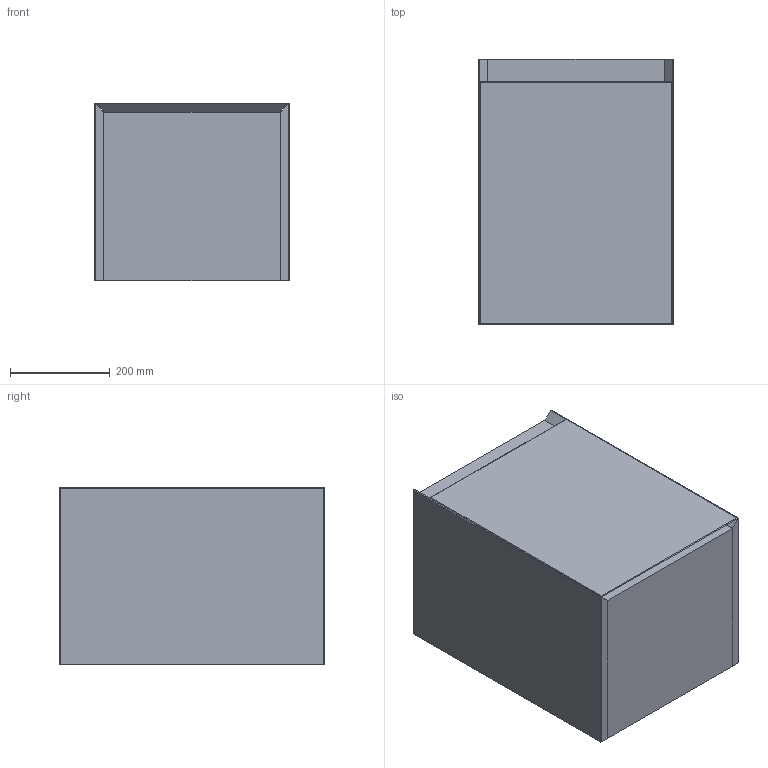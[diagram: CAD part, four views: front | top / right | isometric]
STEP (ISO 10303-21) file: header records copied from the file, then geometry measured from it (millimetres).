
FILE_DESCRIPTION (( 'STEP AP214' ), '1' );
FILE_NAME ('UNI040D_STEP_V11022.STEP', '2022-11-25T11:21:11', ( '' ), ( '' ), 'SwSTEP 2.0', 'SolidWorks 2019', '' );
FILE_SCHEMA (( 'AUTOMOTIVE_DESIGN' ));
Length unit declared in the file: millimetre
Products named in the file (3): Drawers_v10722_40S 1 Door; UNI040D_STEP_V11022; Carcass_v10722_400S 1 Door
Assembly tree (2 placements, depth 2):
  UNI040D_STEP_V11022
    Carcass_v10722_400S 1 Door
    Drawers_v10722_40S 1 Door
Bounding box: 390 x 530 x 356 mm (x, y, z)
Volume: 13531043.6 mm3; surface area: 1713936.1 mm2
Topology: 7 solids, 7 shells, 59 faces, 125 edges, 80 vertices
Faces by surface type: plane 46, cylinder 13
Entity records: 1698 total; most frequent: CARTESIAN_POINT 305, ORIENTED_EDGE 250, DIRECTION 245, EDGE_CURVE 125, LINE 109, VECTOR 109, VERTEX_POINT 80, AXIS2_PLACEMENT_3D 68
